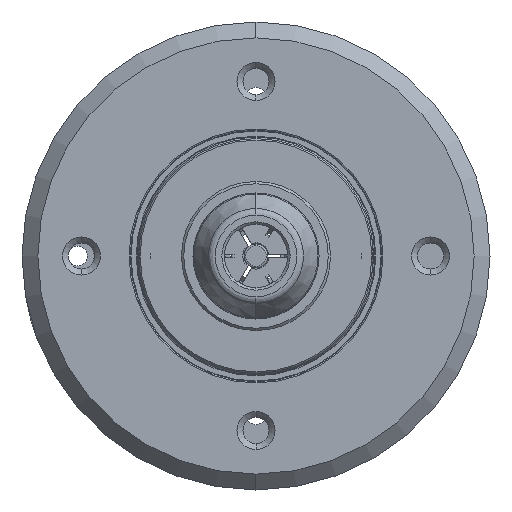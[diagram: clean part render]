
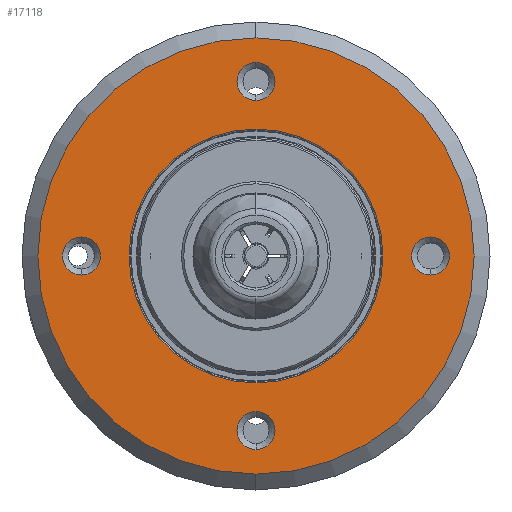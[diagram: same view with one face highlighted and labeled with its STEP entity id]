
A CAD part, left-side view. The second image highlights one B-rep face of the part: STEP entity #17118.
In plain terms, the highlighted planar face has unit normal (-1, 0, 0).
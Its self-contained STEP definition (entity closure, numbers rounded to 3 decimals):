
#46 = CARTESIAN_POINT ( 'NONE',  ( 37.2, 16., 0. ) ) ;
#105 = CIRCLE ( 'NONE', #9896, 2.4 ) ;
#130 = FACE_BOUND ( 'NONE', #9046, .T. ) ;
#157 = ORIENTED_EDGE ( 'NONE', *, *, #1266, .F. ) ;
#241 = ORIENTED_EDGE ( 'NONE', *, *, #5395, .F. ) ;
#381 = DIRECTION ( 'NONE',  ( -1., 0., 0. ) ) ;
#522 = DIRECTION ( 'NONE',  ( -1., 0., 0. ) ) ;
#607 = CARTESIAN_POINT ( 'NONE',  ( 37.2, 0., 19.6 ) ) ;
#998 = VERTEX_POINT ( 'NONE', #11436 ) ;
#1021 = ORIENTED_EDGE ( 'NONE', *, *, #5718, .T. ) ;
#1058 = CARTESIAN_POINT ( 'NONE',  ( 37.2, 22., 0. ) ) ;
#1266 = EDGE_CURVE ( 'NONE', #12820, #5460, #11635, .T. ) ;
#1274 = FACE_BOUND ( 'NONE', #10772, .T. ) ;
#1352 = DIRECTION ( 'NONE',  ( 0., 0., 1. ) ) ;
#1357 = CIRCLE ( 'NONE', #15863, 27.5 ) ;
#1479 = DIRECTION ( 'NONE',  ( 0., 0., 1. ) ) ;
#1503 = CARTESIAN_POINT ( 'NONE',  ( 37.2, 0., 0. ) ) ;
#1570 = DIRECTION ( 'NONE',  ( 0., 0., 1. ) ) ;
#1634 = FACE_BOUND ( 'NONE', #12136, .T. ) ;
#1710 = CIRCLE ( 'NONE', #10351, 2.4 ) ;
#1991 = CARTESIAN_POINT ( 'NONE',  ( 37.2, 0., 22. ) ) ;
#2029 = DIRECTION ( 'NONE',  ( 0., 0., 1. ) ) ;
#2331 = EDGE_CURVE ( 'NONE', #13326, #998, #105, .T. ) ;
#2438 = ORIENTED_EDGE ( 'NONE', *, *, #4720, .F. ) ;
#2519 = CARTESIAN_POINT ( 'NONE',  ( 37.2, 0., 0. ) ) ;
#2599 = DIRECTION ( 'NONE',  ( 0., 0., -1. ) ) ;
#3274 = CARTESIAN_POINT ( 'NONE',  ( 37.2, 22., 2.4 ) ) ;
#3275 = CARTESIAN_POINT ( 'NONE',  ( 37.2, 0., 0. ) ) ;
#3307 = CARTESIAN_POINT ( 'NONE',  ( 37.2, 0., -22. ) ) ;
#3465 = CARTESIAN_POINT ( 'NONE',  ( 37.2, -22., 2.4 ) ) ;
#4003 = CARTESIAN_POINT ( 'NONE',  ( 37.2, 0., 27.5 ) ) ;
#4068 = DIRECTION ( 'NONE',  ( 0., 1., 0. ) ) ;
#4163 = FACE_BOUND ( 'NONE', #15002, .T. ) ;
#4253 = CARTESIAN_POINT ( 'NONE',  ( 37.2, 0., -22. ) ) ;
#4463 = CARTESIAN_POINT ( 'NONE',  ( 37.2, -22., 0. ) ) ;
#4579 = DIRECTION ( 'NONE',  ( 0., 0., 1. ) ) ;
#4697 = DIRECTION ( 'NONE',  ( 0., 0., 1. ) ) ;
#4720 = EDGE_CURVE ( 'NONE', #6877, #9302, #12229, .T. ) ;
#4918 = CARTESIAN_POINT ( 'NONE',  ( 37.2, 0., 22. ) ) ;
#4983 = AXIS2_PLACEMENT_3D ( 'NONE', #11224, #381, #4579 ) ;
#5114 = CARTESIAN_POINT ( 'NONE',  ( 37.2, 0., -24.4 ) ) ;
#5296 = DIRECTION ( 'NONE',  ( 1., 0., 0. ) ) ;
#5395 = EDGE_CURVE ( 'NONE', #9302, #6877, #15517, .T. ) ;
#5460 = VERTEX_POINT ( 'NONE', #7524 ) ;
#5468 = FACE_OUTER_BOUND ( 'NONE', #15337, .T. ) ;
#5506 = DIRECTION ( 'NONE',  ( -1., 0., 0. ) ) ;
#5541 = AXIS2_PLACEMENT_3D ( 'NONE', #3275, #10015, #16807 ) ;
#5718 = EDGE_CURVE ( 'NONE', #16907, #15357, #6333, .T. ) ;
#5729 = ORIENTED_EDGE ( 'NONE', *, *, #7636, .F. ) ;
#5932 = DIRECTION ( 'NONE',  ( -1., 0., 0. ) ) ;
#6332 = AXIS2_PLACEMENT_3D ( 'NONE', #4918, #10002, #12791 ) ;
#6333 = CIRCLE ( 'NONE', #13028, 27.5 ) ;
#6454 = DIRECTION ( 'NONE',  ( -1., 0., 0. ) ) ;
#6659 = ORIENTED_EDGE ( 'NONE', *, *, #15824, .F. ) ;
#6845 = DIRECTION ( 'NONE',  ( 0., 0., -1. ) ) ;
#6877 = VERTEX_POINT ( 'NONE', #3465 ) ;
#7045 = CARTESIAN_POINT ( 'NONE',  ( 37.2, 0., 0. ) ) ;
#7215 = CIRCLE ( 'NONE', #8610, 2.4 ) ;
#7318 = ORIENTED_EDGE ( 'NONE', *, *, #10225, .F. ) ;
#7524 = CARTESIAN_POINT ( 'NONE',  ( 37.2, 0., 24.4 ) ) ;
#7636 = EDGE_CURVE ( 'NONE', #10025, #14893, #14382, .T. ) ;
#8188 = DIRECTION ( 'NONE',  ( 0., 0., 1. ) ) ;
#8243 = CARTESIAN_POINT ( 'NONE',  ( 37.2, 0., -16. ) ) ;
#8343 = ORIENTED_EDGE ( 'NONE', *, *, #14422, .F. ) ;
#8389 = DIRECTION ( 'NONE',  ( 0., 0., 1. ) ) ;
#8563 = EDGE_CURVE ( 'NONE', #5460, #12820, #12994, .T. ) ;
#8610 = AXIS2_PLACEMENT_3D ( 'NONE', #14760, #5506, #1479 ) ;
#8727 = AXIS2_PLACEMENT_3D ( 'NONE', #46, #5296, #4068 ) ;
#9046 = EDGE_LOOP ( 'NONE', ( #8343, #5729 ) ) ;
#9247 = CIRCLE ( 'NONE', #11207, 16. ) ;
#9302 = VERTEX_POINT ( 'NONE', #16786 ) ;
#9413 = DIRECTION ( 'NONE',  ( -1., 0., 0. ) ) ;
#9584 = PLANE ( 'NONE',  #8727 ) ;
#9896 = AXIS2_PLACEMENT_3D ( 'NONE', #4253, #9413, #8188 ) ;
#10002 = DIRECTION ( 'NONE',  ( -1., 0., 0. ) ) ;
#10015 = DIRECTION ( 'NONE',  ( -1., 0., 0. ) ) ;
#10021 = CIRCLE ( 'NONE', #5541, 16. ) ;
#10025 = VERTEX_POINT ( 'NONE', #12191 ) ;
#10225 = EDGE_CURVE ( 'NONE', #10558, #13720, #10021, .T. ) ;
#10351 = AXIS2_PLACEMENT_3D ( 'NONE', #3307, #5932, #8389 ) ;
#10453 = EDGE_CURVE ( 'NONE', #15357, #16907, #1357, .T. ) ;
#10558 = VERTEX_POINT ( 'NONE', #8243 ) ;
#10772 = EDGE_LOOP ( 'NONE', ( #6659, #17091 ) ) ;
#11116 = ORIENTED_EDGE ( 'NONE', *, *, #10453, .T. ) ;
#11207 = AXIS2_PLACEMENT_3D ( 'NONE', #7045, #13587, #1352 ) ;
#11224 = CARTESIAN_POINT ( 'NONE',  ( 37.2, -22., 0. ) ) ;
#11350 = AXIS2_PLACEMENT_3D ( 'NONE', #4463, #522, #1570 ) ;
#11436 = CARTESIAN_POINT ( 'NONE',  ( 37.2, 0., -19.6 ) ) ;
#11565 = CARTESIAN_POINT ( 'NONE',  ( 37.2, 0., 16. ) ) ;
#11595 = ORIENTED_EDGE ( 'NONE', *, *, #14754, .F. ) ;
#11635 = CIRCLE ( 'NONE', #6332, 2.4 ) ;
#12136 = EDGE_LOOP ( 'NONE', ( #11595, #7318 ) ) ;
#12191 = CARTESIAN_POINT ( 'NONE',  ( 37.2, 22., -2.4 ) ) ;
#12229 = CIRCLE ( 'NONE', #4983, 2.4 ) ;
#12791 = DIRECTION ( 'NONE',  ( 0., 0., 1. ) ) ;
#12820 = VERTEX_POINT ( 'NONE', #607 ) ;
#12994 = CIRCLE ( 'NONE', #17160, 2.4 ) ;
#13028 = AXIS2_PLACEMENT_3D ( 'NONE', #2519, #6454, #2599 ) ;
#13261 = AXIS2_PLACEMENT_3D ( 'NONE', #1058, #14327, #2029 ) ;
#13326 = VERTEX_POINT ( 'NONE', #5114 ) ;
#13587 = DIRECTION ( 'NONE',  ( -1., 0., 0. ) ) ;
#13720 = VERTEX_POINT ( 'NONE', #11565 ) ;
#14327 = DIRECTION ( 'NONE',  ( -1., 0., 0. ) ) ;
#14382 = CIRCLE ( 'NONE', #13261, 2.4 ) ;
#14422 = EDGE_CURVE ( 'NONE', #14893, #10025, #7215, .T. ) ;
#14754 = EDGE_CURVE ( 'NONE', #13720, #10558, #9247, .T. ) ;
#14760 = CARTESIAN_POINT ( 'NONE',  ( 37.2, 22., 0. ) ) ;
#14766 = CARTESIAN_POINT ( 'NONE',  ( 37.2, 0., -27.5 ) ) ;
#14869 = DIRECTION ( 'NONE',  ( -1., 0., 0. ) ) ;
#14893 = VERTEX_POINT ( 'NONE', #3274 ) ;
#15002 = EDGE_LOOP ( 'NONE', ( #15007, #157 ) ) ;
#15007 = ORIENTED_EDGE ( 'NONE', *, *, #8563, .F. ) ;
#15337 = EDGE_LOOP ( 'NONE', ( #11116, #1021 ) ) ;
#15357 = VERTEX_POINT ( 'NONE', #14766 ) ;
#15517 = CIRCLE ( 'NONE', #11350, 2.4 ) ;
#15824 = EDGE_CURVE ( 'NONE', #998, #13326, #1710, .T. ) ;
#15863 = AXIS2_PLACEMENT_3D ( 'NONE', #1503, #14869, #6845 ) ;
#16216 = FACE_BOUND ( 'NONE', #17108, .T. ) ;
#16658 = DIRECTION ( 'NONE',  ( -1., 0., 0. ) ) ;
#16786 = CARTESIAN_POINT ( 'NONE',  ( 37.2, -22., -2.4 ) ) ;
#16807 = DIRECTION ( 'NONE',  ( 0., 0., 1. ) ) ;
#16907 = VERTEX_POINT ( 'NONE', #4003 ) ;
#17091 = ORIENTED_EDGE ( 'NONE', *, *, #2331, .F. ) ;
#17108 = EDGE_LOOP ( 'NONE', ( #2438, #241 ) ) ;
#17118 = ADVANCED_FACE ( 'NONE', ( #1634, #130, #1274, #16216, #4163, #5468 ), #9584, .F. ) ;
#17160 = AXIS2_PLACEMENT_3D ( 'NONE', #1991, #16658, #4697 ) ;
